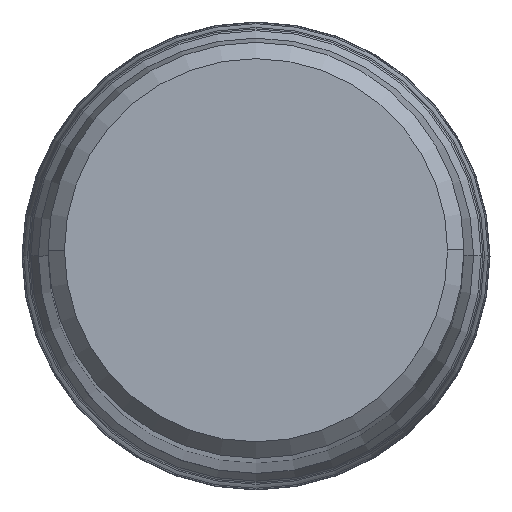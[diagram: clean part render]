
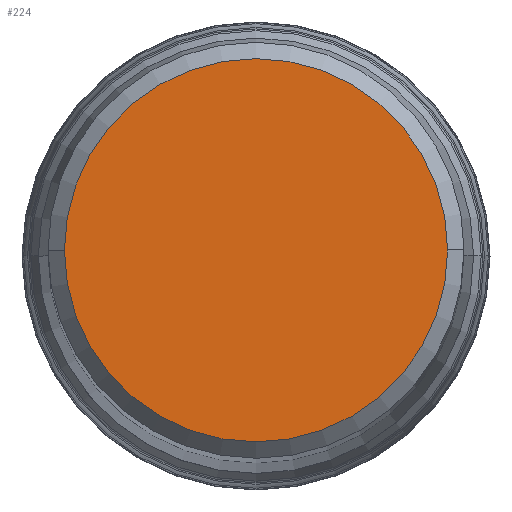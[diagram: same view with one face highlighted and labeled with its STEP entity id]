
A CAD part, top view. The second image highlights one B-rep face of the part: STEP entity #224.
In plain terms, the highlighted planar face has unit normal (0, 0, 1).
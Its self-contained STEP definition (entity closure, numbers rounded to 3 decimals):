
#52=PLANE('',#1899);
#224=ADVANCED_FACE('',(#352),#52,.F.);
#352=FACE_OUTER_BOUND('',#451,.T.);
#451=EDGE_LOOP('',(#830,#831));
#830=ORIENTED_EDGE('',*,*,#1175,.F.);
#831=ORIENTED_EDGE('',*,*,#1176,.F.);
#977=VERTEX_POINT('',#3610);
#978=VERTEX_POINT('',#3612);
#1175=EDGE_CURVE('',#978,#977,#1407,.T.);
#1176=EDGE_CURVE('',#977,#978,#1408,.T.);
#1407=CIRCLE('',#1896,11.7);
#1408=CIRCLE('',#1898,11.7);
#1896=AXIS2_PLACEMENT_3D('',#3613,#2396,#2397);
#1898=AXIS2_PLACEMENT_3D('',#3615,#2400,#2401);
#1899=AXIS2_PLACEMENT_3D('',#3616,#2402,#2403);
#2396=DIRECTION('',(0.,0.,-1.));
#2397=DIRECTION('',(-1.,-0.002,0.));
#2400=DIRECTION('',(0.,0.,-1.));
#2401=DIRECTION('',(1.,0.002,0.));
#2402=DIRECTION('',(0.,0.,-1.));
#2403=DIRECTION('',(-1.,-0.002,0.));
#3610=CARTESIAN_POINT('',(11.7,0.018,0.));
#3612=CARTESIAN_POINT('',(-11.7,-0.018,0.));
#3613=CARTESIAN_POINT('',(0.,0.,0.));
#3615=CARTESIAN_POINT('',(0.,0.,0.));
#3616=CARTESIAN_POINT('',(0.,0.,0.));
